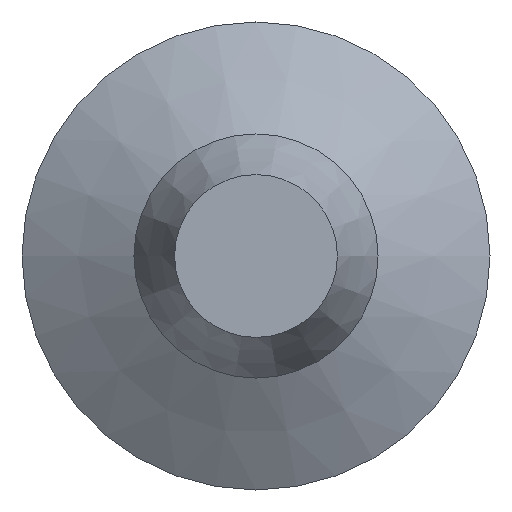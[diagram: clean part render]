
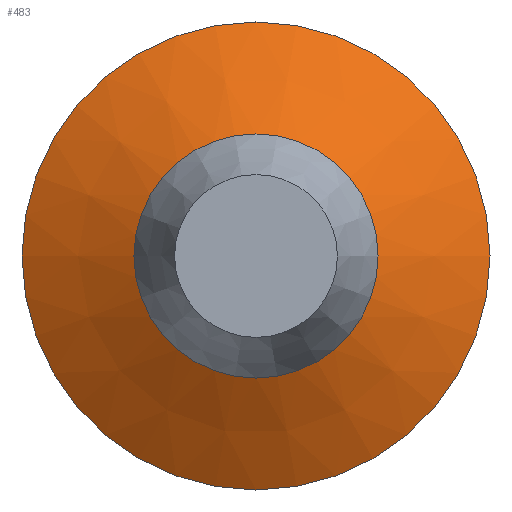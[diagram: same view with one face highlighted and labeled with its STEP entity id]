
A CAD part, front view. The second image highlights one B-rep face of the part: STEP entity #483.
In plain terms, the highlighted conical face has half-angle 60 degrees and reference radius 3 mm.
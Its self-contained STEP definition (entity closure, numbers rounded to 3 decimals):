
#157=CONICAL_SURFACE('',#2467,3.,60.);
#175=FACE_BOUND('',#791,.T.);
#176=FACE_BOUND('',#792,.T.);
#372=CIRCLE('',#2464,3.);
#373=CIRCLE('',#2466,5.75);
#483=ADVANCED_FACE('',(#175,#176),#157,.T.);
#791=EDGE_LOOP('',(#1233));
#792=EDGE_LOOP('',(#1234));
#1233=ORIENTED_EDGE('',*,*,#1893,.F.);
#1234=ORIENTED_EDGE('',*,*,#1892,.F.);
#1610=VERTEX_POINT('',#4006);
#1611=VERTEX_POINT('',#4009);
#1892=EDGE_CURVE('',#1610,#1610,#372,.T.);
#1893=EDGE_CURVE('',#1611,#1611,#373,.T.);
#2464=AXIS2_PLACEMENT_3D('',#4005,#3001,#3002);
#2466=AXIS2_PLACEMENT_3D('',#4008,#3005,#3006);
#2467=AXIS2_PLACEMENT_3D('',#4010,#3007,#3008);
#3001=DIRECTION('',(0.,-1.,0.));
#3002=DIRECTION('',(1.,0.,0.));
#3005=DIRECTION('',(0.,1.,0.));
#3006=DIRECTION('',(1.,0.,0.));
#3007=DIRECTION('',(0.,1.,0.));
#3008=DIRECTION('',(1.,0.,0.));
#4005=CARTESIAN_POINT('',(0.,-18.1,0.));
#4006=CARTESIAN_POINT('',(3.,-18.1,0.));
#4008=CARTESIAN_POINT('',(0.,-16.512,0.));
#4009=CARTESIAN_POINT('',(5.75,-16.512,0.));
#4010=CARTESIAN_POINT('',(0.,-18.1,0.));
